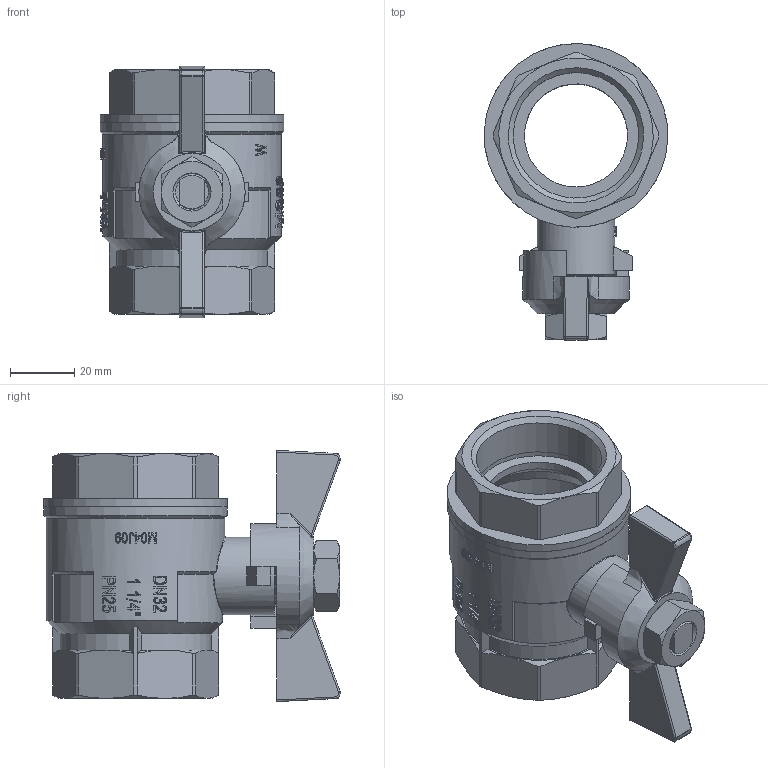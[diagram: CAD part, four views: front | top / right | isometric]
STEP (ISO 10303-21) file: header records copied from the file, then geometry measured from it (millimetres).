
FILE_DESCRIPTION(/* description */ ('Unknown'),/* implementation_level */ '2;1');
FILE_NAME(/* name */ '606-07',/* time_stamp */ '2022-03-16T13:22:16+01:00',/* author */ ('Unknown'),/* organization */ ('Unknown'),/* preprocessor_version */ 'ST-DEVELOPER v16.7',/* originating_system */ 'Solid Edge',/* authorisation */ 'Unknown');
FILE_SCHEMA (('AUTOMOTIVE_DESIGN { 1 0 10303 214 3 1 1 }','AUTOMOTIVE_DESIGN {1 0 10303 214 3 1 1}'));
Products named in the file (9): 2.141.032; 600-07; 600-07_Spindel; 600-07_Stopfbuchse; 600-07_Einschraubteil; 600-07_Körper; 600-1_1_4-1 1_2 Mutter; Flügelgriff 1_1_4 - 1 1_2
Assembly tree (8 placements, depth 4):
  2.141.032
    600-07
      600-07_Spindel
        600-07_Spindel
        600-07_Stopfbuchse
      600-07_Einschraubteil
      600-07_Körper
    600-1_1_4-1 1_2 Mutter
    Flügelgriff 1_1_4 - 1 1_2
Bounding box: 57 x 92.02 x 78 mm (x, y, z)
Volume: 73277.5 mm3; surface area: 45681.2 mm2
Topology: 6 solids, 6 shells, 1326 faces, 3662 edges, 2403 vertices
Faces by surface type: plane 1095, cylinder 139, cone 51, bspline 21, sphere 18, torus 2
Full cylindrical faces by diameter (mm): 10 x1, 10.2 x1, 14 x2, 14.1 x1, 14.5 x1, 15 x1, 16 x1, 18 x1, 18.38 x1, 20 x1, 22 x1, 24 x1, 26 x1, 32 x2, 38.952 x2, 38.954 x3, 42 x2, 50.499 x1, 50.5 x1, 52 x1, 52.002 x1, 54 x1, 55.5 x1, 57 x2
Entity records: 56967 total; most frequent: CARTESIAN_POINT 13197, DIRECTION 8136, ORIENTED_EDGE 7168, EDGE_CURVE 3584, AXIS2_PLACEMENT_3D 3377, VERTEX_POINT 2387, ELLIPSE 1622, EDGE_LOOP 1455
